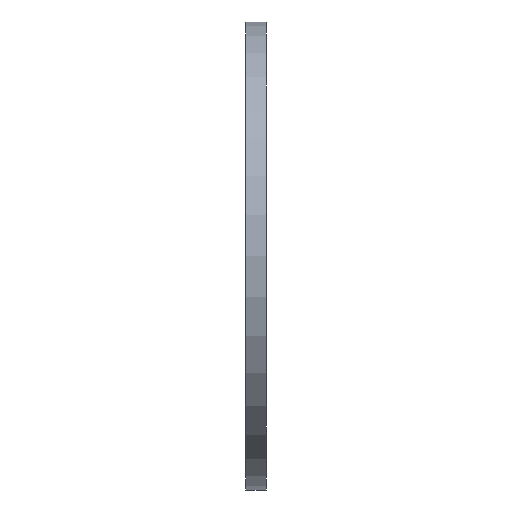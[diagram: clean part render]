
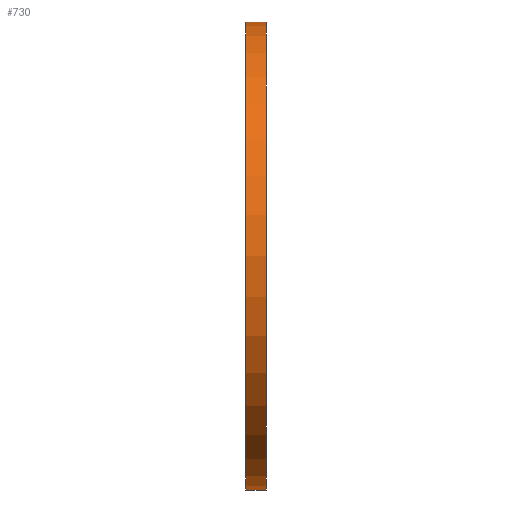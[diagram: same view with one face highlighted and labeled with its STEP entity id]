
A CAD part, left-side view. The second image highlights one B-rep face of the part: STEP entity #730.
In plain terms, the highlighted cylindrical face has radius 44.618 mm (diameter 89.235 mm), a partial arc.
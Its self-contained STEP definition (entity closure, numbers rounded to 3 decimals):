
#13 = FACE_OUTER_BOUND ( 'NONE', #643, .T. ) ;
#60 = CARTESIAN_POINT ( 'NONE',  ( 0., 4., 44.618 ) ) ;
#72 = CYLINDRICAL_SURFACE ( 'NONE', #677, 44.618 ) ;
#82 = VECTOR ( 'NONE', #668, 1000. ) ;
#124 = CARTESIAN_POINT ( 'NONE',  ( 0., 0., 44.618 ) ) ;
#201 = ORIENTED_EDGE ( 'NONE', *, *, #424, .F. ) ;
#215 = CARTESIAN_POINT ( 'NONE',  ( 0., 4., 0. ) ) ;
#235 = CARTESIAN_POINT ( 'NONE',  ( 0., 4., -44.618 ) ) ;
#251 = AXIS2_PLACEMENT_3D ( 'NONE', #712, #289, #417 ) ;
#266 = CIRCLE ( 'NONE', #251, 44.618 ) ;
#271 = VERTEX_POINT ( 'NONE', #405 ) ;
#278 = EDGE_CURVE ( 'NONE', #393, #271, #771, .T. ) ;
#289 = DIRECTION ( 'NONE',  ( 0., 1., 0. ) ) ;
#306 = DIRECTION ( 'NONE',  ( 0., 0., -1. ) ) ;
#323 = ORIENTED_EDGE ( 'NONE', *, *, #419, .F. ) ;
#383 = VECTOR ( 'NONE', #620, 1000. ) ;
#384 = CARTESIAN_POINT ( 'NONE',  ( 0., 4., 44.618 ) ) ;
#393 = VERTEX_POINT ( 'NONE', #235 ) ;
#405 = CARTESIAN_POINT ( 'NONE',  ( 0., 0., -44.618 ) ) ;
#407 = DIRECTION ( 'NONE',  ( 0., 1., 0. ) ) ;
#417 = DIRECTION ( 'NONE',  ( 0., 0., 1. ) ) ;
#419 = EDGE_CURVE ( 'NONE', #393, #752, #628, .T. ) ;
#423 = ORIENTED_EDGE ( 'NONE', *, *, #278, .T. ) ;
#424 = EDGE_CURVE ( 'NONE', #752, #695, #499, .T. ) ;
#466 = AXIS2_PLACEMENT_3D ( 'NONE', #215, #407, #516 ) ;
#493 = CARTESIAN_POINT ( 'NONE',  ( 0., 4., 0. ) ) ;
#499 = LINE ( 'NONE', #384, #383 ) ;
#516 = DIRECTION ( 'NONE',  ( 0., 0., 1. ) ) ;
#551 = DIRECTION ( 'NONE',  ( 0., -1., 0. ) ) ;
#583 = EDGE_CURVE ( 'NONE', #271, #695, #266, .T. ) ;
#620 = DIRECTION ( 'NONE',  ( 0., -1., 0. ) ) ;
#628 = CIRCLE ( 'NONE', #466, 44.618 ) ;
#643 = EDGE_LOOP ( 'NONE', ( #201, #323, #423, #726 ) ) ;
#659 = CARTESIAN_POINT ( 'NONE',  ( 0., 4., -44.618 ) ) ;
#668 = DIRECTION ( 'NONE',  ( 0., -1., 0. ) ) ;
#677 = AXIS2_PLACEMENT_3D ( 'NONE', #493, #551, #306 ) ;
#695 = VERTEX_POINT ( 'NONE', #124 ) ;
#712 = CARTESIAN_POINT ( 'NONE',  ( 0., 0., 0. ) ) ;
#726 = ORIENTED_EDGE ( 'NONE', *, *, #583, .T. ) ;
#730 = ADVANCED_FACE ( 'NONE', ( #13 ), #72, .T. ) ;
#752 = VERTEX_POINT ( 'NONE', #60 ) ;
#771 = LINE ( 'NONE', #659, #82 ) ;
